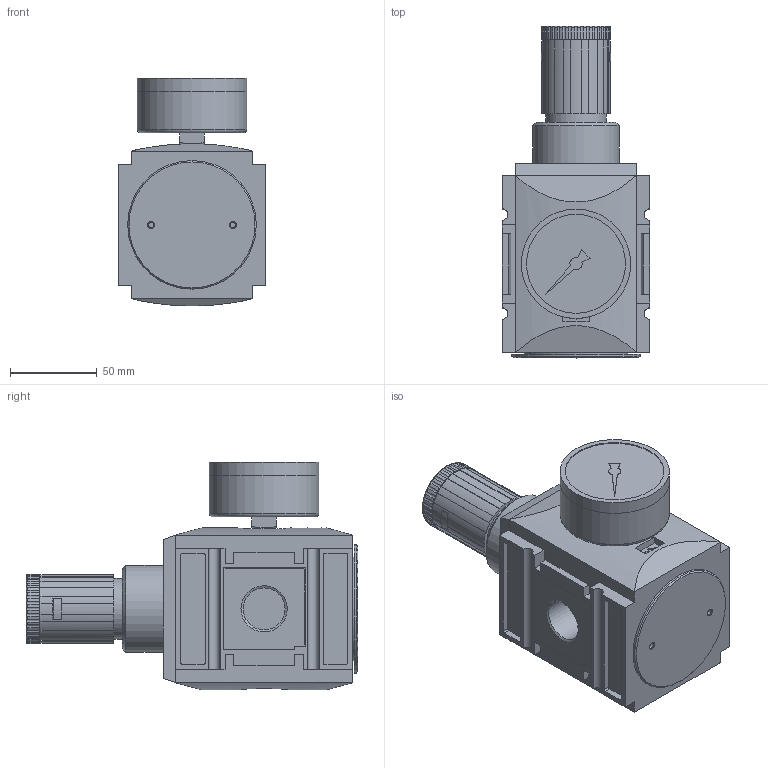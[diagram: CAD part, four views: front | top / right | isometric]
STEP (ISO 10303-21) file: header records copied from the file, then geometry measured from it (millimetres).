
FILE_DESCRIPTION(/* description */ ('STEP AP214'),/* implementation_level */ '2;1');
FILE_NAME(/* name */ '034784',/* time_stamp */ '2023-03-24T12:08:39+01:00',/* author */ ('License CC BY-ND 4.0'),/* organization */ ('CADENAS'),/* preprocessor_version */ 'ST-DEVELOPER v19.3',/* originating_system */ 'PARTsolutions',/* authorisation */ ' ');
FILE_SCHEMA (('AUTOMOTIVE_DESIGN {1 0 10303 214 3 1 1}'));
Length unit declared in the file: millimetre
Products named in the file (4): 034784; Futura G 63; FU 7190-3; FU 7190G 3/4000-1
Assembly tree (3 placements, depth 2):
  034784
    Futura G 63
    FU 7190-3
    FU 7190G 3/4000-1
Bounding box: 85 x 191 x 131.14 mm (x, y, z)
Volume: 964500.8 mm3; surface area: 96427.2 mm2
Topology: 3 solids, 3 shells, 483 faces, 1258 edges, 821 vertices
Faces by surface type: plane 267, cylinder 163, torus 39, cone 14
Full cylindrical faces by diameter (mm): 3.2 x2, 10.773 x1, 11.445 x1, 12 x1, 16.5 x2, 16.8 x2, 24.117 x2, 32 x2, 35 x1, 50 x1, 57 x1, 60 x1, 62.96 x1, 63 x2, 74 x1
Entity records: 18277 total; most frequent: CARTESIAN_POINT 3022, DIRECTION 2473, ORIENTED_EDGE 2420, EDGE_CURVE 1210, AXIS2_PLACEMENT_3D 894, VERTEX_POINT 811, LINE 685, VECTOR 685
